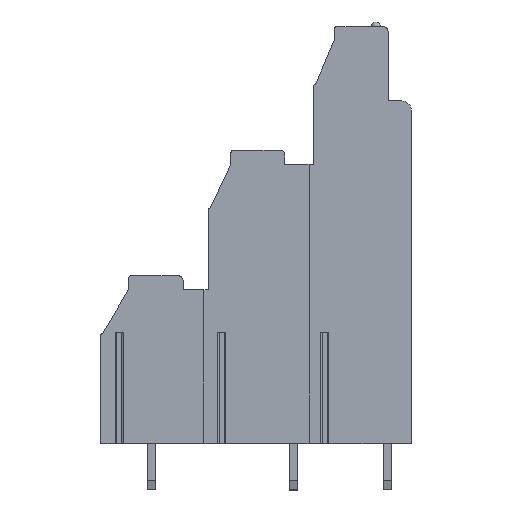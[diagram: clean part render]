
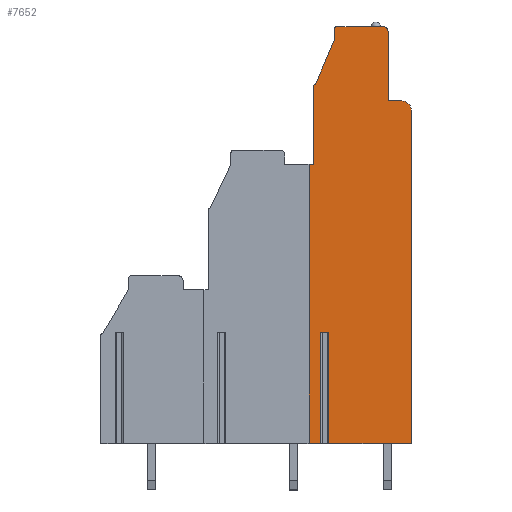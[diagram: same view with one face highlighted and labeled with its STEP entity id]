
A CAD part, top view. The second image highlights one B-rep face of the part: STEP entity #7652.
In plain terms, the highlighted planar face has unit normal (0, 0, 1).
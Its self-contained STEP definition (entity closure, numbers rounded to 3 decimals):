
#423=DIRECTION('',(1.,0.,0.));
#424=VECTOR('',#423,0.856);
#425=CARTESIAN_POINT('',(0.772,-18.05,17.78));
#426=LINE('',#425,#424);
#427=DIRECTION('',(0.,-1.,0.));
#428=VECTOR('',#427,11.95);
#429=CARTESIAN_POINT('',(0.772,-18.05,17.78));
#430=LINE('',#429,#428);
#431=DIRECTION('',(1.,0.,0.));
#432=VECTOR('',#431,1.272);
#433=CARTESIAN_POINT('',(-0.5,-30.,17.78));
#434=LINE('',#433,#432);
#435=DIRECTION('',(0.,1.,0.));
#436=VECTOR('',#435,30.);
#437=CARTESIAN_POINT('',(-0.5,-30.,17.78));
#438=LINE('',#437,#436);
#439=DIRECTION('',(-1.,0.,0.));
#440=VECTOR('',#439,0.5);
#441=CARTESIAN_POINT('',(0.,0.,17.78));
#442=LINE('',#441,#440);
#443=DIRECTION('',(0.,-1.,0.));
#444=VECTOR('',#443,8.4);
#445=CARTESIAN_POINT('',(0.,8.4,17.78));
#446=LINE('',#445,#444);
#447=CARTESIAN_POINT('',(0.2,8.4,17.78));
#448=DIRECTION('',(0.,0.,1.));
#449=DIRECTION('',(0.,1.,0.));
#450=AXIS2_PLACEMENT_3D('',#447,#448,#449);
#452=DIRECTION('',(-0.392,-0.92,0.));
#453=VECTOR('',#452,5.108);
#454=CARTESIAN_POINT('',(2.2,13.3,17.78));
#455=LINE('',#454,#453);
#456=DIRECTION('',(0.,-1.,0.));
#457=VECTOR('',#456,1.2);
#458=CARTESIAN_POINT('',(2.2,14.5,17.78));
#459=LINE('',#458,#457);
#460=CARTESIAN_POINT('',(2.5,14.5,17.78));
#461=DIRECTION('',(0.,0.,1.));
#462=DIRECTION('',(0.,1.,0.));
#463=AXIS2_PLACEMENT_3D('',#460,#461,#462);
#465=DIRECTION('',(-1.,0.,0.));
#466=VECTOR('',#465,5.);
#467=CARTESIAN_POINT('',(7.5,14.8,17.78));
#468=LINE('',#467,#466);
#469=CARTESIAN_POINT('',(7.5,14.3,17.78));
#470=DIRECTION('',(0.,0.,1.));
#471=DIRECTION('',(1.,0.,0.));
#472=AXIS2_PLACEMENT_3D('',#469,#470,#471);
#474=DIRECTION('',(0.,1.,0.));
#475=VECTOR('',#474,7.5);
#476=CARTESIAN_POINT('',(8.,6.8,17.78));
#477=LINE('',#476,#475);
#478=DIRECTION('',(-1.,0.,0.));
#479=VECTOR('',#478,1.5);
#480=CARTESIAN_POINT('',(9.5,6.8,17.78));
#481=LINE('',#480,#479);
#482=CARTESIAN_POINT('',(9.5,5.8,17.78));
#483=DIRECTION('',(0.,0.,1.));
#484=DIRECTION('',(1.,0.,0.));
#485=AXIS2_PLACEMENT_3D('',#482,#483,#484);
#487=DIRECTION('',(0.,1.,0.));
#488=VECTOR('',#487,35.8);
#489=CARTESIAN_POINT('',(10.5,-30.,17.78));
#490=LINE('',#489,#488);
#491=DIRECTION('',(1.,0.,0.));
#492=VECTOR('',#491,8.872);
#493=CARTESIAN_POINT('',(1.628,-30.,17.78));
#494=LINE('',#493,#492);
#495=DIRECTION('',(0.,-1.,0.));
#496=VECTOR('',#495,11.95);
#497=CARTESIAN_POINT('',(1.628,-18.05,17.78));
#498=LINE('',#497,#496);
#5631=CARTESIAN_POINT('',(10.5,-30.,17.78));
#5632=CARTESIAN_POINT('',(10.5,5.8,17.78));
#5633=VERTEX_POINT('',#5631);
#5634=VERTEX_POINT('',#5632);
#5635=CARTESIAN_POINT('',(9.5,6.8,17.78));
#5636=VERTEX_POINT('',#5635);
#5637=CARTESIAN_POINT('',(8.,6.8,17.78));
#5638=VERTEX_POINT('',#5637);
#5639=CARTESIAN_POINT('',(8.,14.3,17.78));
#5640=VERTEX_POINT('',#5639);
#5641=CARTESIAN_POINT('',(7.5,14.8,17.78));
#5642=VERTEX_POINT('',#5641);
#5643=CARTESIAN_POINT('',(2.5,14.8,17.78));
#5644=VERTEX_POINT('',#5643);
#5645=CARTESIAN_POINT('',(2.2,14.5,17.78));
#5646=VERTEX_POINT('',#5645);
#5647=CARTESIAN_POINT('',(2.2,13.3,17.78));
#5648=VERTEX_POINT('',#5647);
#5649=CARTESIAN_POINT('',(0.2,8.6,17.78));
#5650=VERTEX_POINT('',#5649);
#5651=CARTESIAN_POINT('',(0.,8.4,17.78));
#5652=VERTEX_POINT('',#5651);
#5653=CARTESIAN_POINT('',(0.,0.,17.78));
#5654=VERTEX_POINT('',#5653);
#5679=CARTESIAN_POINT('',(-0.5,-30.,17.78));
#5680=CARTESIAN_POINT('',(-0.5,0.,17.78));
#5681=VERTEX_POINT('',#5679);
#5682=VERTEX_POINT('',#5680);
#5739=CARTESIAN_POINT('',(0.772,-18.05,17.78));
#5740=CARTESIAN_POINT('',(1.628,-18.05,17.78));
#5741=VERTEX_POINT('',#5739);
#5742=VERTEX_POINT('',#5740);
#5747=CARTESIAN_POINT('',(0.772,-30.,17.78));
#5748=VERTEX_POINT('',#5747);
#5749=CARTESIAN_POINT('',(1.628,-30.,17.78));
#5750=VERTEX_POINT('',#5749);
#7611=CARTESIAN_POINT('',(0.,0.,17.78));
#7612=DIRECTION('',(0.,0.,1.));
#7613=DIRECTION('',(1.,0.,0.));
#7614=AXIS2_PLACEMENT_3D('',#7611,#7612,#7613);
#7615=PLANE('',#7614);
#7617=ORIENTED_EDGE('',*,*,#7616,.F.);
#7619=ORIENTED_EDGE('',*,*,#7618,.T.);
#7620=ORIENTED_EDGE('',*,*,#7417,.F.);
#7622=ORIENTED_EDGE('',*,*,#7621,.T.);
#7624=ORIENTED_EDGE('',*,*,#7623,.F.);
#7626=ORIENTED_EDGE('',*,*,#7625,.F.);
#7628=ORIENTED_EDGE('',*,*,#7627,.F.);
#7630=ORIENTED_EDGE('',*,*,#7629,.F.);
#7632=ORIENTED_EDGE('',*,*,#7631,.F.);
#7634=ORIENTED_EDGE('',*,*,#7633,.F.);
#7636=ORIENTED_EDGE('',*,*,#7635,.F.);
#7638=ORIENTED_EDGE('',*,*,#7637,.F.);
#7640=ORIENTED_EDGE('',*,*,#7639,.F.);
#7642=ORIENTED_EDGE('',*,*,#7641,.F.);
#7644=ORIENTED_EDGE('',*,*,#7643,.F.);
#7646=ORIENTED_EDGE('',*,*,#7645,.F.);
#7647=ORIENTED_EDGE('',*,*,#7433,.F.);
#7649=ORIENTED_EDGE('',*,*,#7648,.F.);
#7650=EDGE_LOOP('',(#7617,#7619,#7620,#7622,#7624,#7626,#7628,#7630,#7632,#7634,
#7636,#7638,#7640,#7642,#7644,#7646,#7647,#7649));
#7651=FACE_OUTER_BOUND('',#7650,.F.);
#7652=ADVANCED_FACE('',(#7651),#7615,.T.);
#451=CIRCLE('',#450,0.2);
#464=CIRCLE('',#463,0.3);
#473=CIRCLE('',#472,0.5);
#486=CIRCLE('',#485,1.);
#7417=EDGE_CURVE('',#5681,#5748,#434,.T.);
#7433=EDGE_CURVE('',#5750,#5633,#494,.T.);
#7616=EDGE_CURVE('',#5741,#5742,#426,.T.);
#7618=EDGE_CURVE('',#5741,#5748,#430,.T.);
#7621=EDGE_CURVE('',#5681,#5682,#438,.T.);
#7623=EDGE_CURVE('',#5654,#5682,#442,.T.);
#7625=EDGE_CURVE('',#5652,#5654,#446,.T.);
#7627=EDGE_CURVE('',#5650,#5652,#451,.T.);
#7629=EDGE_CURVE('',#5648,#5650,#455,.T.);
#7631=EDGE_CURVE('',#5646,#5648,#459,.T.);
#7633=EDGE_CURVE('',#5644,#5646,#464,.T.);
#7635=EDGE_CURVE('',#5642,#5644,#468,.T.);
#7637=EDGE_CURVE('',#5640,#5642,#473,.T.);
#7639=EDGE_CURVE('',#5638,#5640,#477,.T.);
#7641=EDGE_CURVE('',#5636,#5638,#481,.T.);
#7643=EDGE_CURVE('',#5634,#5636,#486,.T.);
#7645=EDGE_CURVE('',#5633,#5634,#490,.T.);
#7648=EDGE_CURVE('',#5742,#5750,#498,.T.);
